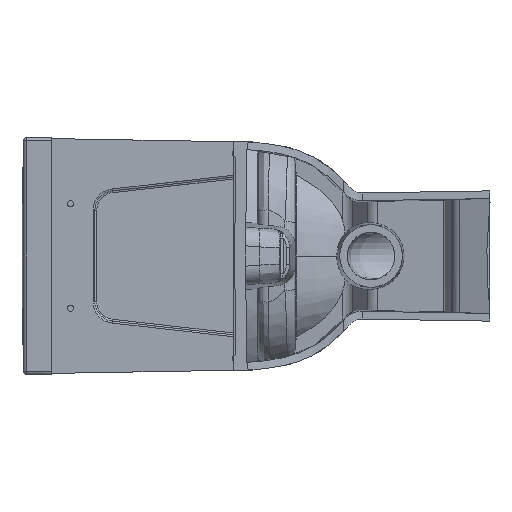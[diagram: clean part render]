
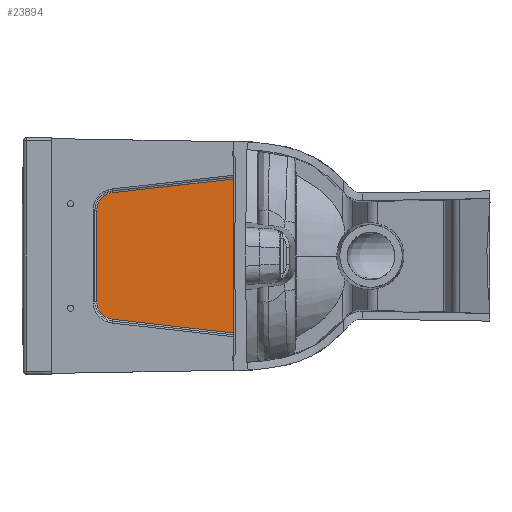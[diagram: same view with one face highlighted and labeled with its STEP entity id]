
A CAD part, left-side view. The second image highlights one B-rep face of the part: STEP entity #23894.
In plain terms, the highlighted face is planar.
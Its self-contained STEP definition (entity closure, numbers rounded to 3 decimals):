
#1134 = CARTESIAN_POINT ( 'NONE',  ( 304., 90.725, 635.049 ) ) ;
#7016 = CARTESIAN_POINT ( 'NONE',  ( 304., -102.107, 619.406 ) ) ;
#7589 = VERTEX_POINT ( 'NONE', #78604 ) ;
#7703 = EDGE_CURVE ( 'NONE', #7589, #86752, #16023, .T. ) ;
#10656 = CARTESIAN_POINT ( 'NONE',  ( 304., 85.083, 638.977 ) ) ;
#11079 = EDGE_CURVE ( 'NONE', #60204, #52149, #56697, .T. ) ;
#16023 = B_SPLINE_CURVE_WITH_KNOTS ( 'NONE', 3,
 ( #85017, #93568, #17465, #86006 ),
 .UNSPECIFIED., .F., .F.,
 ( 4, 4 ),
 ( 0., 1. ),
 .UNSPECIFIED. ) ;
#17236 = CARTESIAN_POINT ( 'NONE',  ( 304., 78.634, 641.418 ) ) ;
#17465 = CARTESIAN_POINT ( 'NONE',  ( 304., 23.075, 641.963 ) ) ;
#18418 = CARTESIAN_POINT ( 'NONE',  ( 304., -109.684, 552.737 ) ) ;
#20435 = VERTEX_POINT ( 'NONE', #41643 ) ;
#20934 = FACE_OUTER_BOUND ( 'NONE', #43034, .T. ) ;
#21430 = CARTESIAN_POINT ( 'NONE',  ( 304., 0., 0. ) ) ;
#23894 = ADVANCED_FACE ( 'NONE', ( #20934 ), #27994, .T. ) ;
#24618 = CARTESIAN_POINT ( 'NONE',  ( 304., -117., 488.35 ) ) ;
#26095 = ORIENTED_EDGE ( 'NONE', *, *, #26392, .F. ) ;
#26392 = EDGE_CURVE ( 'NONE', #86752, #60204, #47777, .T. ) ;
#27694 = CARTESIAN_POINT ( 'NONE',  ( 304., 114.34, 488.35 ) ) ;
#27994 = PLANE ( 'NONE',  #58416 ) ;
#29378 = CARTESIAN_POINT ( 'NONE',  ( 304., 99.707, 617.124 ) ) ;
#30001 = EDGE_CURVE ( 'NONE', #54021, #52149, #51300, .T. ) ;
#30200 = CARTESIAN_POINT ( 'NONE',  ( 304., -93.371, 635.063 ) ) ;
#33670 = CARTESIAN_POINT ( 'NONE',  ( 304., -81.279, 641.421 ) ) ;
#36686 = VECTOR ( 'NONE', #50803, 1000. ) ;
#37745 = CARTESIAN_POINT ( 'NONE',  ( 304., -101.063, 623.767 ) ) ;
#39446 = CARTESIAN_POINT ( 'NONE',  ( 304., 99.707, 617.124 ) ) ;
#40537 = CARTESIAN_POINT ( 'NONE',  ( 304., 121.657, 423.963 ) ) ;
#41643 = CARTESIAN_POINT ( 'NONE',  ( 304., -102.367, 617.124 ) ) ;
#43034 = EDGE_LOOP ( 'NONE', ( #26095, #57503, #87231, #85141, #97374, #94171 ) ) ;
#47311 = CARTESIAN_POINT ( 'NONE',  ( 304., -124.317, 423.963 ) ) ;
#47777 = B_SPLINE_CURVE_WITH_KNOTS ( 'NONE', 3,
 ( #77720, #86270, #17236, #10656, #1134, #54553, #71635, #93337, #39446 ),
 .UNSPECIFIED., .F., .F.,
 ( 4, 1, 1, 1, 1, 1, 4 ),
 ( 0., 0.167, 0.333, 0.5, 0.667, 0.833, 1. ),
 .UNSPECIFIED. ) ;
#48166 = EDGE_CURVE ( 'NONE', #20435, #7589, #73905, .T. ) ;
#49163 = CARTESIAN_POINT ( 'NONE',  ( 304., -102.367, 617.124 ) ) ;
#50803 = DIRECTION ( 'NONE',  ( 0., 1., 0. ) ) ;
#50931 = B_SPLINE_CURVE_WITH_KNOTS ( 'NONE', 3,
 ( #47311, #24618, #18418, #49163 ),
 .UNSPECIFIED., .F., .F.,
 ( 4, 4 ),
 ( 0., 1. ),
 .UNSPECIFIED. ) ;
#51300 = LINE ( 'NONE', #74488, #36686 ) ;
#52149 = VERTEX_POINT ( 'NONE', #40537 ) ;
#54021 = VERTEX_POINT ( 'NONE', #92705 ) ;
#54553 = CARTESIAN_POINT ( 'NONE',  ( 304., 95.257, 629.889 ) ) ;
#56697 = B_SPLINE_CURVE_WITH_KNOTS ( 'NONE', 3,
 ( #88683, #79637, #27694, #95240 ),
 .UNSPECIFIED., .F., .F.,
 ( 4, 4 ),
 ( 0., 1. ),
 .UNSPECIFIED. ) ;
#57503 = ORIENTED_EDGE ( 'NONE', *, *, #7703, .F. ) ;
#58416 = AXIS2_PLACEMENT_3D ( 'NONE', #21430, #90465, #82899 ) ;
#60204 = VERTEX_POINT ( 'NONE', #29378 ) ;
#60910 = CARTESIAN_POINT ( 'NONE',  ( 304., -87.732, 638.983 ) ) ;
#68471 = CARTESIAN_POINT ( 'NONE',  ( 304., -97.91, 629.9 ) ) ;
#71635 = CARTESIAN_POINT ( 'NONE',  ( 304., 98.409, 623.753 ) ) ;
#72948 = CARTESIAN_POINT ( 'NONE',  ( 304., -74.546, 641.963 ) ) ;
#73905 = B_SPLINE_CURVE_WITH_KNOTS ( 'NONE', 3,
 ( #76040, #7016, #37745, #68471, #30200, #60910, #33670, #87078, #72948 ),
 .UNSPECIFIED., .F., .F.,
 ( 4, 1, 1, 1, 1, 1, 4 ),
 ( 0., 0.167, 0.333, 0.5, 0.667, 0.833, 1. ),
 .UNSPECIFIED. ) ;
#74488 = CARTESIAN_POINT ( 'NONE',  ( 304., -124.317, 423.963 ) ) ;
#76040 = CARTESIAN_POINT ( 'NONE',  ( 304., -102.367, 617.124 ) ) ;
#77326 = CARTESIAN_POINT ( 'NONE',  ( 304., 71.886, 641.963 ) ) ;
#77720 = CARTESIAN_POINT ( 'NONE',  ( 304., 71.886, 641.963 ) ) ;
#78604 = CARTESIAN_POINT ( 'NONE',  ( 304., -74.546, 641.963 ) ) ;
#79637 = CARTESIAN_POINT ( 'NONE',  ( 304., 107.024, 552.737 ) ) ;
#80536 = EDGE_CURVE ( 'NONE', #54021, #20435, #50931, .T. ) ;
#82899 = DIRECTION ( 'NONE',  ( 0., 1., 0. ) ) ;
#85017 = CARTESIAN_POINT ( 'NONE',  ( 304., -74.546, 641.963 ) ) ;
#85141 = ORIENTED_EDGE ( 'NONE', *, *, #80536, .F. ) ;
#86006 = CARTESIAN_POINT ( 'NONE',  ( 304., 71.886, 641.963 ) ) ;
#86270 = CARTESIAN_POINT ( 'NONE',  ( 304., 74.182, 641.963 ) ) ;
#86752 = VERTEX_POINT ( 'NONE', #77326 ) ;
#87078 = CARTESIAN_POINT ( 'NONE',  ( 304., -76.836, 641.963 ) ) ;
#87231 = ORIENTED_EDGE ( 'NONE', *, *, #48166, .F. ) ;
#88683 = CARTESIAN_POINT ( 'NONE',  ( 304., 99.707, 617.124 ) ) ;
#90465 = DIRECTION ( 'NONE',  ( 1., 0., 0. ) ) ;
#92705 = CARTESIAN_POINT ( 'NONE',  ( 304., -124.317, 423.963 ) ) ;
#93337 = CARTESIAN_POINT ( 'NONE',  ( 304., 99.448, 619.4 ) ) ;
#93568 = CARTESIAN_POINT ( 'NONE',  ( 304., -25.735, 641.963 ) ) ;
#94171 = ORIENTED_EDGE ( 'NONE', *, *, #11079, .F. ) ;
#95240 = CARTESIAN_POINT ( 'NONE',  ( 304., 121.657, 423.963 ) ) ;
#97374 = ORIENTED_EDGE ( 'NONE', *, *, #30001, .T. ) ;
